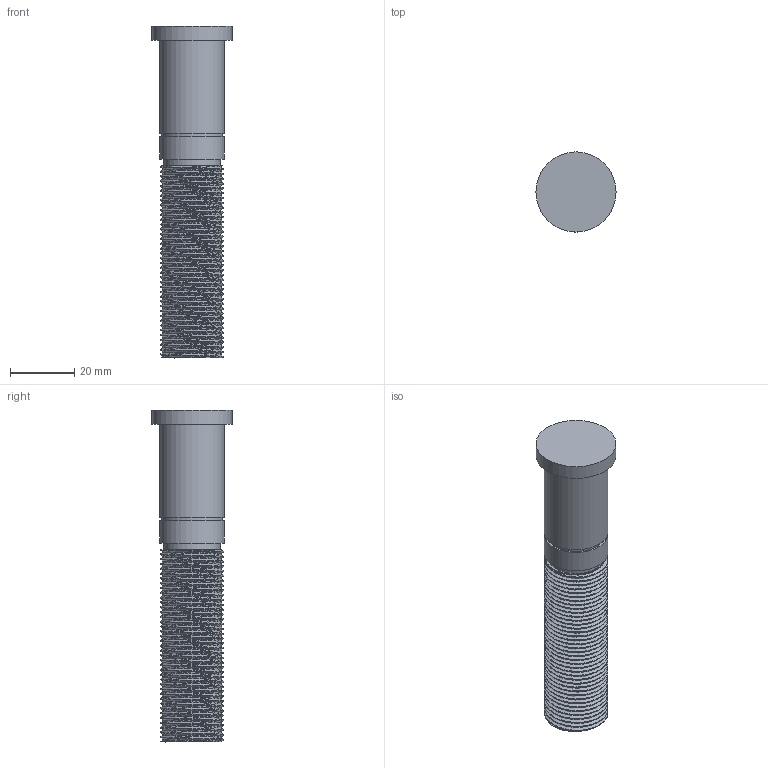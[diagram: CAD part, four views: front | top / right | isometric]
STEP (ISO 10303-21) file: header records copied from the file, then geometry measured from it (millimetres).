
FILE_DESCRIPTION(/* description */ (''),/* implementation_level */ '2;1');
FILE_NAME(/* name */ 'axe1 v2.step',/* time_stamp */ '2024-12-08T18:36:56+01:00',/* author */ (''),/* organization */ (''),/* preprocessor_version */ 'ST-DEVELOPER v20',/* originating_system */ 'Autodesk Translation Framework v13.20.0.188',/* authorisation */ '');
FILE_SCHEMA (('AUTOMOTIVE_DESIGN { 1 0 10303 214 3 1 1 }'));
Length unit declared in the file: millimetre
Products named in the file (1): axe1
Bounding box: 25 x 25 x 103.5 mm (x, y, z)
Volume: 31220.6 mm3; surface area: 9844.7 mm2
Topology: 1 solids, 1 shells, 96 faces, 267 edges, 178 vertices
Faces by surface type: cylinder 87, plane 7, bspline 2
Full cylindrical faces by diameter (mm): 17.5 x1, 18.137 x39, 19 x1, 19.85 x39, 20 x2, 25 x1
Entity records: 11816 total; most frequent: CARTESIAN_POINT 9642, ORIENTED_EDGE 534, DIRECTION 303, EDGE_CURVE 267, VERTEX_POINT 178, B_SPLINE_CURVE_WITH_KNOTS 168, AXIS2_PLACEMENT_3D 109, EDGE_LOOP 101
